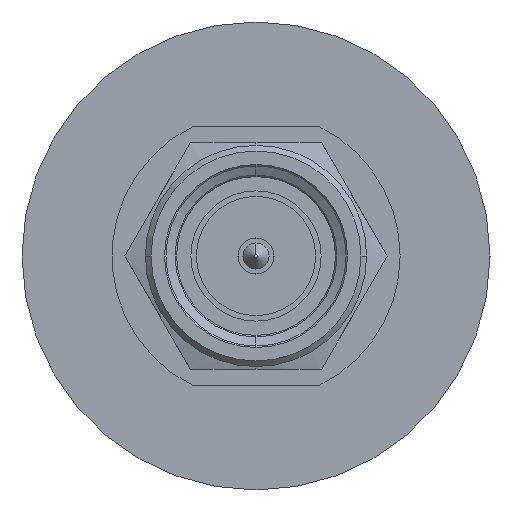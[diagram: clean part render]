
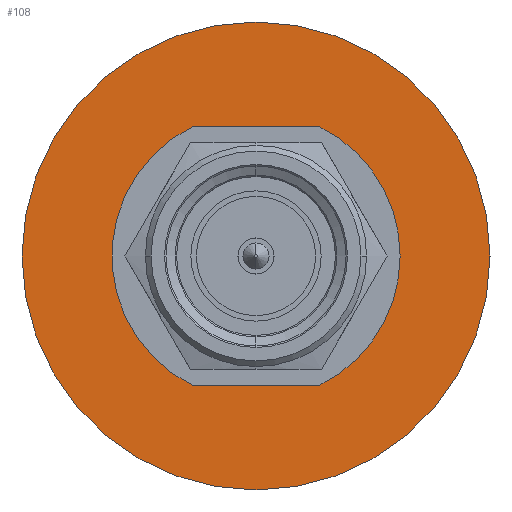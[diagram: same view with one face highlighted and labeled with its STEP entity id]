
A CAD part, left-side view. The second image highlights one B-rep face of the part: STEP entity #108.
In plain terms, the highlighted planar face has unit normal (-1, 0, 0).
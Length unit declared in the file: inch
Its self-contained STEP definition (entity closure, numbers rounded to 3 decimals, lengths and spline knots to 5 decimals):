
#2 = EDGE_CURVE ( 'NONE', #3841, #2444, #2496, .T. ) ;
#108 = ADVANCED_FACE ( 'NONE', ( #4064, #3021 ), #358, .F. ) ;
#196 = CARTESIAN_POINT ( 'NONE',  ( -0.90354, 0.49549, -0.18 ) ) ;
#266 = CARTESIAN_POINT ( 'NONE',  ( -0.90354, 0.29363, 0.18 ) ) ;
#358 = PLANE ( 'NONE',  #2625 ) ;
#414 = VERTEX_POINT ( 'NONE', #2209 ) ;
#426 = CIRCLE ( 'NONE', #1193, 0.3248 ) ;
#438 = DIRECTION ( 'NONE',  ( -1., 0., 0. ) ) ;
#546 = DIRECTION ( 'NONE',  ( 0., -1., 0. ) ) ;
#762 = VECTOR ( 'NONE', #546, 39.37008 ) ;
#790 = AXIS2_PLACEMENT_3D ( 'NONE', #3426, #438, #1159 ) ;
#933 = CIRCLE ( 'NONE', #790, 0.2 ) ;
#993 = DIRECTION ( 'NONE',  ( 0., -1., 0. ) ) ;
#1085 = DIRECTION ( 'NONE',  ( 1., 0., 0. ) ) ;
#1115 = VECTOR ( 'NONE', #1495, 39.37008 ) ;
#1152 = ORIENTED_EDGE ( 'NONE', *, *, #1196, .T. ) ;
#1159 = DIRECTION ( 'NONE',  ( 0., -1., 0. ) ) ;
#1193 = AXIS2_PLACEMENT_3D ( 'NONE', #3347, #4297, #4014 ) ;
#1196 = EDGE_CURVE ( 'NONE', #4027, #3588, #3474, .T. ) ;
#1355 = CARTESIAN_POINT ( 'NONE',  ( -0.90354, 0.70561, 0. ) ) ;
#1416 = CARTESIAN_POINT ( 'NONE',  ( -0.90354, 0.46799, -0.18 ) ) ;
#1490 = AXIS2_PLACEMENT_3D ( 'NONE', #1872, #3531, #2203 ) ;
#1495 = DIRECTION ( 'NONE',  ( 0., 1., 0. ) ) ;
#1505 = CARTESIAN_POINT ( 'NONE',  ( -0.90354, 0.05601, 0. ) ) ;
#1511 = LINE ( 'NONE', #196, #1115 ) ;
#1518 = VERTEX_POINT ( 'NONE', #1416 ) ;
#1623 = DIRECTION ( 'NONE',  ( -1., 0., 0. ) ) ;
#1751 = EDGE_CURVE ( 'NONE', #414, #2777, #426, .T. ) ;
#1840 = CARTESIAN_POINT ( 'NONE',  ( -0.90354, 0.49549, 0.18 ) ) ;
#1854 = ORIENTED_EDGE ( 'NONE', *, *, #2817, .F. ) ;
#1872 = CARTESIAN_POINT ( 'NONE',  ( -0.90354, 0.38081, 0. ) ) ;
#2013 = DIRECTION ( 'NONE',  ( 0., 1., 0. ) ) ;
#2120 = EDGE_LOOP ( 'NONE', ( #3522, #4221 ) ) ;
#2122 = AXIS2_PLACEMENT_3D ( 'NONE', #3001, #1623, #993 ) ;
#2203 = DIRECTION ( 'NONE',  ( 0., -1., 0. ) ) ;
#2209 = CARTESIAN_POINT ( 'NONE',  ( -0.90354, 0.70561, 0. ) ) ;
#2294 = DIRECTION ( 'NONE',  ( 0., -1., 0. ) ) ;
#2397 = CARTESIAN_POINT ( 'NONE',  ( -0.90354, 0.29363, -0.18 ) ) ;
#2444 = VERTEX_POINT ( 'NONE', #2872 ) ;
#2496 = CIRCLE ( 'NONE', #3130, 0.2 ) ;
#2616 = CARTESIAN_POINT ( 'NONE',  ( -0.90354, 0.38081, 0. ) ) ;
#2625 = AXIS2_PLACEMENT_3D ( 'NONE', #1355, #1085, #2013 ) ;
#2727 = CARTESIAN_POINT ( 'NONE',  ( -0.90354, 0.46799, 0.18 ) ) ;
#2734 = CIRCLE ( 'NONE', #1490, 0.2 ) ;
#2777 = VERTEX_POINT ( 'NONE', #1505 ) ;
#2817 = EDGE_CURVE ( 'NONE', #2444, #3588, #2734, .T. ) ;
#2872 = CARTESIAN_POINT ( 'NONE',  ( -0.90354, 0.18081, 0. ) ) ;
#2888 = CIRCLE ( 'NONE', #2122, 0.3248 ) ;
#3001 = CARTESIAN_POINT ( 'NONE',  ( -0.90354, 0.38081, 0. ) ) ;
#3021 = FACE_OUTER_BOUND ( 'NONE', #2120, .T. ) ;
#3084 = EDGE_CURVE ( 'NONE', #4027, #1518, #933, .T. ) ;
#3130 = AXIS2_PLACEMENT_3D ( 'NONE', #2616, #3287, #2294 ) ;
#3287 = DIRECTION ( 'NONE',  ( -1., 0., 0. ) ) ;
#3341 = EDGE_CURVE ( 'NONE', #2777, #414, #2888, .T. ) ;
#3347 = CARTESIAN_POINT ( 'NONE',  ( -0.90354, 0.38081, 0. ) ) ;
#3426 = CARTESIAN_POINT ( 'NONE',  ( -0.90354, 0.38081, 0. ) ) ;
#3474 = LINE ( 'NONE', #1840, #762 ) ;
#3522 = ORIENTED_EDGE ( 'NONE', *, *, #3341, .T. ) ;
#3531 = DIRECTION ( 'NONE',  ( -1., 0., 0. ) ) ;
#3588 = VERTEX_POINT ( 'NONE', #266 ) ;
#3654 = ORIENTED_EDGE ( 'NONE', *, *, #4225, .T. ) ;
#3782 = ORIENTED_EDGE ( 'NONE', *, *, #3084, .F. ) ;
#3841 = VERTEX_POINT ( 'NONE', #2397 ) ;
#3951 = ORIENTED_EDGE ( 'NONE', *, *, #2, .F. ) ;
#4014 = DIRECTION ( 'NONE',  ( 0., -1., 0. ) ) ;
#4027 = VERTEX_POINT ( 'NONE', #2727 ) ;
#4064 = FACE_BOUND ( 'NONE', #4095, .T. ) ;
#4095 = EDGE_LOOP ( 'NONE', ( #3782, #1152, #1854, #3951, #3654 ) ) ;
#4221 = ORIENTED_EDGE ( 'NONE', *, *, #1751, .T. ) ;
#4225 = EDGE_CURVE ( 'NONE', #3841, #1518, #1511, .T. ) ;
#4297 = DIRECTION ( 'NONE',  ( -1., 0., 0. ) ) ;
